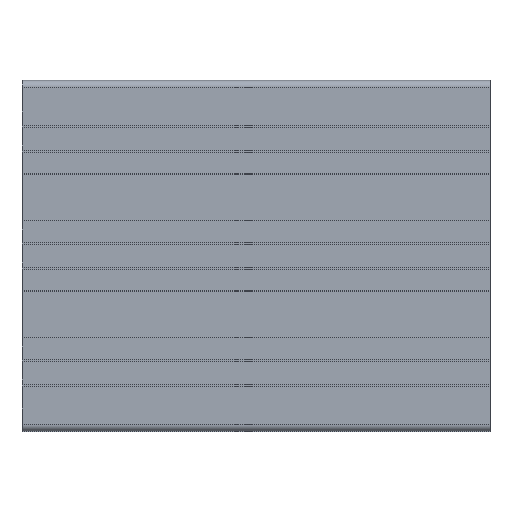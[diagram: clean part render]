
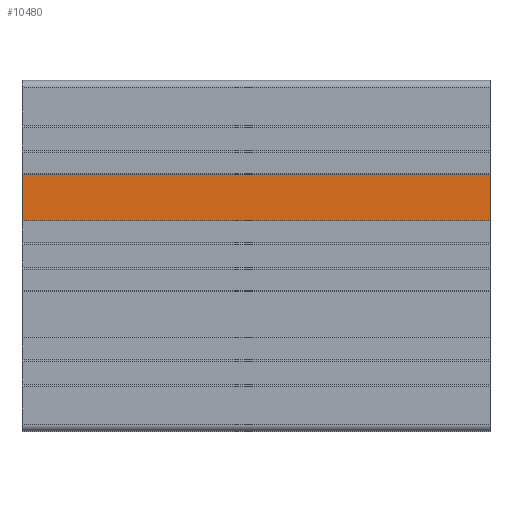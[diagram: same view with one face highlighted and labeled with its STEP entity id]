
A CAD part, top view. The second image highlights one B-rep face of the part: STEP entity #10480.
In plain terms, the highlighted planar face has unit normal (0, 0, 1).
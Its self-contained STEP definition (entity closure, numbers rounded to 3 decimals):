
#1291 = LINE ( 'NONE', #2974, #1292 ) ;
#1292 = VECTOR ( 'NONE', #2975, 1000. ) ;
#1305 = LINE ( 'NONE', #2988, #1306 ) ;
#1306 = VECTOR ( 'NONE', #2989, 1000. ) ;
#1354 = LINE ( 'NONE', #3050, #1377 ) ;
#1377 = VECTOR ( 'NONE', #3061, 1000. ) ;
#1434 = LINE ( 'NONE', #3130, #1451 ) ;
#1451 = VECTOR ( 'NONE', #3136, 1000. ) ;
#1738 = FACE_OUTER_BOUND ( 'NONE', #8553, .T. ) ;
#2974 = CARTESIAN_POINT ( 'NONE',  ( -200., 35., 24. ) ) ;
#2975 = DIRECTION ( 'NONE',  ( 0., 1., 0. ) ) ;
#2988 = CARTESIAN_POINT ( 'NONE',  ( 0., 35., 24. ) ) ;
#2989 = DIRECTION ( 'NONE',  ( 0., -1., 0. ) ) ;
#3050 = CARTESIAN_POINT ( 'NONE',  ( -358.114, 15., 24. ) ) ;
#3061 = DIRECTION ( 'NONE',  ( 1., 0., 0. ) ) ;
#3130 = CARTESIAN_POINT ( 'NONE',  ( -358.114, 35., 24. ) ) ;
#3136 = DIRECTION ( 'NONE',  ( 1., 0., 0. ) ) ;
#3553 = CARTESIAN_POINT ( 'NONE',  ( -200., 15., 24. ) ) ;
#3563 = CARTESIAN_POINT ( 'NONE',  ( 0., 35., 24. ) ) ;
#3600 = CARTESIAN_POINT ( 'NONE',  ( -200., 35., 24. ) ) ;
#3610 = CARTESIAN_POINT ( 'NONE',  ( 0., 15., 24. ) ) ;
#3992 = AXIS2_PLACEMENT_3D ( 'NONE', #5935, #5941, #5942 ) ;
#5932 = PLANE ( 'NONE',  #3992 ) ;
#5935 = CARTESIAN_POINT ( 'NONE',  ( -358.114, 35., 24. ) ) ;
#5941 = DIRECTION ( 'NONE',  ( 0., 0., 1. ) ) ;
#5942 = DIRECTION ( 'NONE',  ( 0., -1., 0. ) ) ;
#6813 = ORIENTED_EDGE ( 'NONE', *, *, #8089, .F. ) ;
#6853 = ORIENTED_EDGE ( 'NONE', *, *, #8132, .T. ) ;
#6889 = ORIENTED_EDGE ( 'NONE', *, *, #8096, .F. ) ;
#6902 = ORIENTED_EDGE ( 'NONE', *, *, #8169, .F. ) ;
#8089 = EDGE_CURVE ( 'NONE', #9883, #9930, #1291, .T. ) ;
#8096 = EDGE_CURVE ( 'NONE', #9893, #9940, #1305, .T. ) ;
#8132 = EDGE_CURVE ( 'NONE', #9883, #9940, #1354, .T. ) ;
#8169 = EDGE_CURVE ( 'NONE', #9930, #9893, #1434, .T. ) ;
#8553 = EDGE_LOOP ( 'NONE', ( #6813, #6853, #6889, #6902 ) ) ;
#9883 = VERTEX_POINT ( 'NONE', #3553 ) ;
#9893 = VERTEX_POINT ( 'NONE', #3563 ) ;
#9930 = VERTEX_POINT ( 'NONE', #3600 ) ;
#9940 = VERTEX_POINT ( 'NONE', #3610 ) ;
#10480 = ADVANCED_FACE ( 'NONE', ( #1738 ), #5932, .T. ) ;
